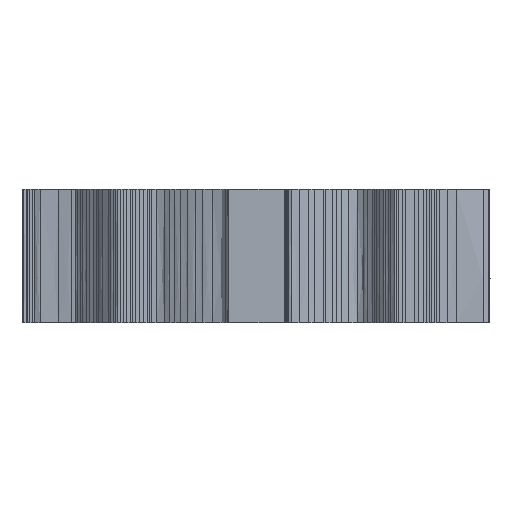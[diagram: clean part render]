
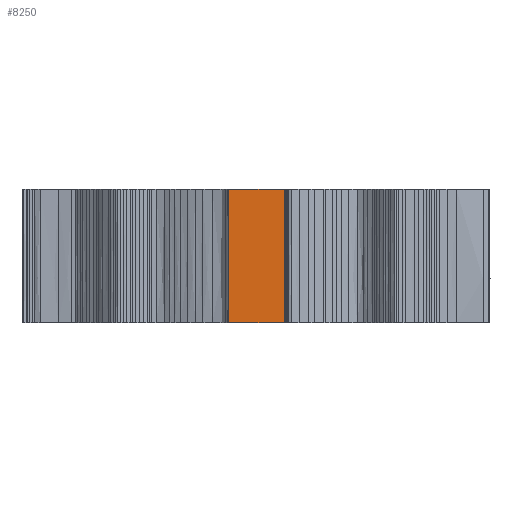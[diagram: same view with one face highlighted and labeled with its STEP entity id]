
A CAD part, left-side view. The second image highlights one B-rep face of the part: STEP entity #8250.
In plain terms, the highlighted planar face has unit normal (-1, 0.009, 0).
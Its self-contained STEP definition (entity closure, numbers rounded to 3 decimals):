
#8197=CARTESIAN_POINT('Vertex',(-21.711,20.715,-5.)) ;
#8200=CARTESIAN_POINT('Line Origine',(-21.711,20.715,0.)) ;
#8204=CARTESIAN_POINT('Vertex',(-21.711,20.715,5.)) ;
#8220=CARTESIAN_POINT('Axis2P3D Location',(-21.747,16.542,0.)) ;
#8225=CARTESIAN_POINT('Line Origine',(-21.729,18.628,-5.)) ;
#8229=CARTESIAN_POINT('Vertex',(-21.747,16.542,-5.)) ;
#8232=CARTESIAN_POINT('Line Origine',(-21.747,16.542,0.)) ;
#8236=CARTESIAN_POINT('Vertex',(-21.747,16.542,5.)) ;
#8239=CARTESIAN_POINT('Line Origine',(-21.729,18.628,5.)) ;
#8201=DIRECTION('Vector Direction',(0.,0.,1.)) ;
#8221=DIRECTION('Axis2P3D Direction',(1.,-0.009,0.)) ;
#8222=DIRECTION('Axis2P3D XDirection',(0.009,1.,0.)) ;
#8226=DIRECTION('Vector Direction',(0.009,1.,0.)) ;
#8233=DIRECTION('Vector Direction',(0.,0.,1.)) ;
#8240=DIRECTION('Vector Direction',(0.009,1.,0.)) ;
#8223=AXIS2_PLACEMENT_3D('Plane Axis2P3D',#8220,#8221,#8222) ;
#8245=ORIENTED_EDGE('',*,*,#8206,.F.) ;
#8246=ORIENTED_EDGE('',*,*,#8231,.T.) ;
#8247=ORIENTED_EDGE('',*,*,#8238,.T.) ;
#8248=ORIENTED_EDGE('',*,*,#8243,.F.) ;
#8202=VECTOR('Line Direction',#8201,1.) ;
#8227=VECTOR('Line Direction',#8226,1.) ;
#8234=VECTOR('Line Direction',#8233,1.) ;
#8241=VECTOR('Line Direction',#8240,1.) ;
#8250=ADVANCED_FACE('',(#8249),#8224,.F.) ;
#8206=EDGE_CURVE('',#8198,#8205,#8203,.T.) ;
#8231=EDGE_CURVE('',#8198,#8230,#8228,.F.) ;
#8238=EDGE_CURVE('',#8230,#8237,#8235,.T.) ;
#8243=EDGE_CURVE('',#8205,#8237,#8242,.F.) ;
#8244=EDGE_LOOP('',(#8245,#8246,#8247,#8248)) ;
#8249=FACE_OUTER_BOUND('',#8244,.T.) ;
#8203=LINE('Line',#8200,#8202) ;
#8228=LINE('Line',#8225,#8227) ;
#8235=LINE('Line',#8232,#8234) ;
#8242=LINE('Line',#8239,#8241) ;
#8224=PLANE('Plane',#8223) ;
#8198=VERTEX_POINT('',#8197) ;
#8205=VERTEX_POINT('',#8204) ;
#8230=VERTEX_POINT('',#8229) ;
#8237=VERTEX_POINT('',#8236) ;
